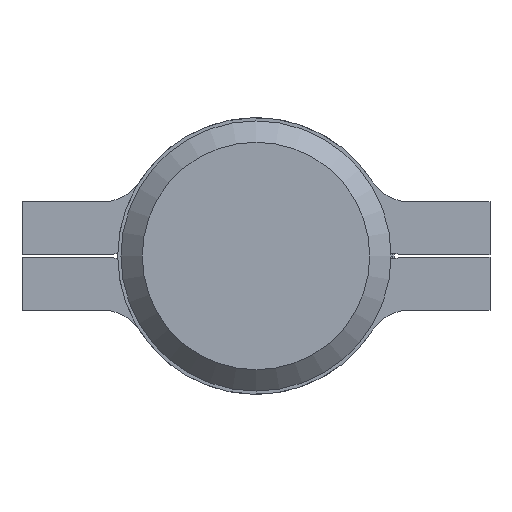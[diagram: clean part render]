
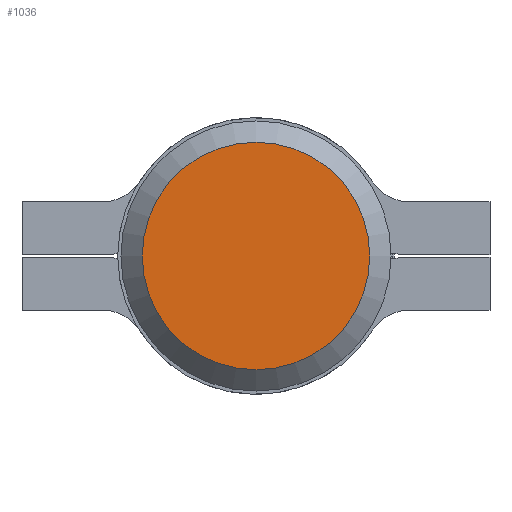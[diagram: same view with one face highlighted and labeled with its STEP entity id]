
A CAD part, front view. The second image highlights one B-rep face of the part: STEP entity #1036.
In plain terms, the highlighted planar face has unit normal (0, -1, 0).
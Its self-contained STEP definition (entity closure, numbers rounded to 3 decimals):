
#141 = AXIS2_PLACEMENT_3D ( 'NONE', #6116, #1602, #2514 ) ;
#939 = PLANE ( 'NONE',  #7819 ) ;
#1036 = ADVANCED_FACE ( 'NONE', ( #8833 ), #939, .F. ) ;
#1602 = DIRECTION ( 'NONE',  ( 0., -1., 0. ) ) ;
#2514 = DIRECTION ( 'NONE',  ( 0., 0., 1. ) ) ;
#3272 = EDGE_LOOP ( 'NONE', ( #8568 ) ) ;
#3693 = CIRCLE ( 'NONE', #141, 5.35 ) ;
#4556 = DIRECTION ( 'NONE',  ( 0., 0., 1. ) ) ;
#5427 = CARTESIAN_POINT ( 'NONE',  ( 0., -52., 0. ) ) ;
#6116 = CARTESIAN_POINT ( 'NONE',  ( 0., -52., 0. ) ) ;
#6347 = DIRECTION ( 'NONE',  ( 0., 1., 0. ) ) ;
#7819 = AXIS2_PLACEMENT_3D ( 'NONE', #5427, #6347, #4556 ) ;
#8191 = EDGE_CURVE ( 'NONE', #10749, #10749, #3693, .T. ) ;
#8568 = ORIENTED_EDGE ( 'NONE', *, *, #8191, .T. ) ;
#8833 = FACE_OUTER_BOUND ( 'NONE', #3272, .T. ) ;
#10749 = VERTEX_POINT ( 'NONE', #11569 ) ;
#11569 = CARTESIAN_POINT ( 'NONE',  ( 0., -52., 5.35 ) ) ;
